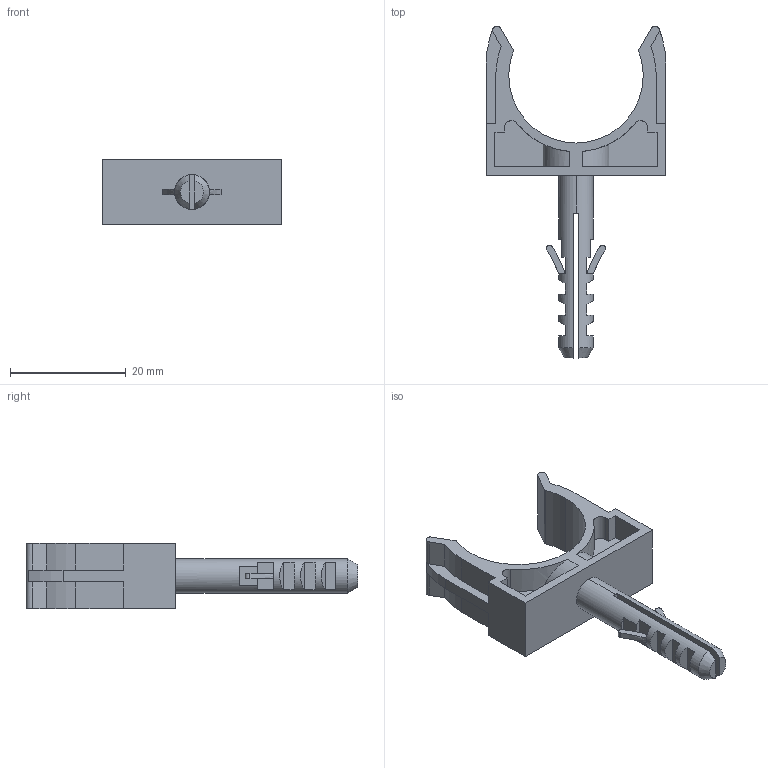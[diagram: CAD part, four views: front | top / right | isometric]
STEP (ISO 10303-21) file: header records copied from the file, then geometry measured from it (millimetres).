
FILE_DESCRIPTION (( 'STEP AP214' ), '1' );
FILE_NAME ('CTA10D-CT25-K41 - Äåðæàòåëü ñ çàù¸ëêîé è äþáåëåì CT25 IEK.STEP', '2016-05-20T12:13:19', ( '' ), ( '' ), 'SwSTEP 2.0', 'SolidWorks 2014', '' );
FILE_SCHEMA (( 'AUTOMOTIVE_DESIGN' ));
Length unit declared in the file: millimetre
Products named in the file (1): CTA10D-CT25-K41 - Äåðæàòåëü ñ çàù¸ëêîé è äþáåëåì CT25 IEK
Bounding box: 31 x 57.3 x 11.3 mm (x, y, z)
Volume: 3208.6 mm3; surface area: 3971.6 mm2
Topology: 1 solids, 1 shells, 131 faces, 332 edges, 218 vertices
Faces by surface type: plane 88, cylinder 41, cone 2
Entity records: 4104 total; most frequent: CARTESIAN_POINT 838, DIRECTION 686, ORIENTED_EDGE 664, EDGE_CURVE 332, AXIS2_PLACEMENT_3D 238, VERTEX_POINT 218, VECTOR 210, LINE 210
